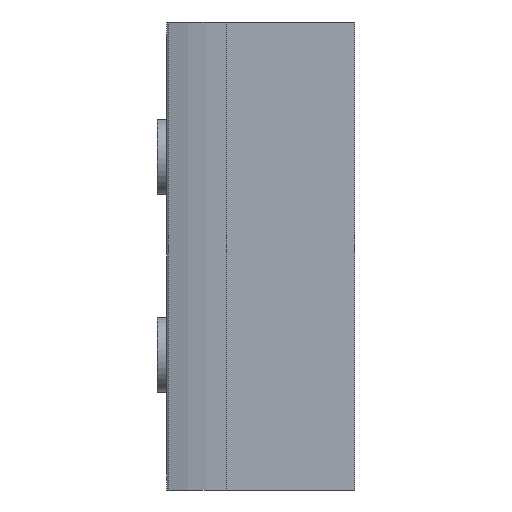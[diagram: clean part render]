
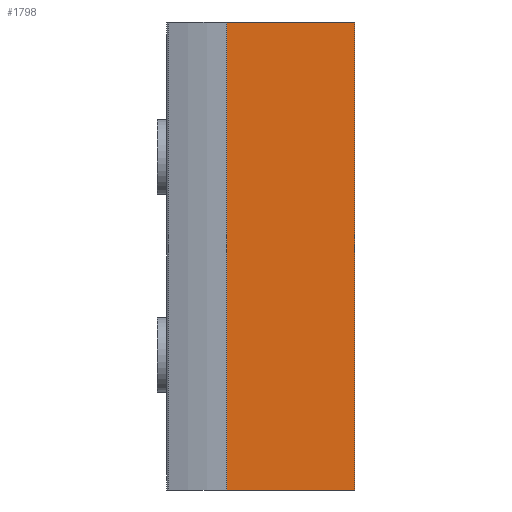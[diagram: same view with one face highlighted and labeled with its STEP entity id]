
A CAD part, left-side view. The second image highlights one B-rep face of the part: STEP entity #1798.
In plain terms, the highlighted planar face has unit normal (-1, 0, 0).
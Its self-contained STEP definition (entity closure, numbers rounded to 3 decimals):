
#294=ORIENTED_EDGE('',*,*,#742,.T.);
#295=ORIENTED_EDGE('',*,*,#705,.F.);
#296=ORIENTED_EDGE('',*,*,#743,.F.);
#297=ORIENTED_EDGE('',*,*,#739,.T.);
#705=EDGE_CURVE('',#929,#926,#1109,.T.);
#739=EDGE_CURVE('',#964,#963,#1114,.T.);
#742=EDGE_CURVE('',#963,#926,#1116,.T.);
#743=EDGE_CURVE('',#964,#929,#1117,.T.);
#926=VERTEX_POINT('',#2898);
#929=VERTEX_POINT('',#2903);
#963=VERTEX_POINT('',#2976);
#964=VERTEX_POINT('',#2978);
#1109=LINE('',#2904,#1181);
#1114=LINE('',#2977,#1186);
#1116=LINE('',#2983,#1188);
#1117=LINE('',#2984,#1189);
#1181=VECTOR('',#2244,1000.);
#1186=VECTOR('',#2317,1000.);
#1188=VECTOR('',#2323,1000.);
#1189=VECTOR('',#2324,1000.);
#1265=EDGE_LOOP('',(#294,#295,#296,#297));
#1507=FACE_BOUND('',#1265,.T.);
#1739=PLANE('',#1981);
#1798=ADVANCED_FACE('',(#1507),#1739,.F.);
#1981=AXIS2_PLACEMENT_3D('',#2982,#2321,#2322);
#2244=DIRECTION('',(0.,0.,-1.));
#2317=DIRECTION('',(0.,0.,-1.));
#2321=DIRECTION('',(1.,0.,0.));
#2322=DIRECTION('',(0.,0.,-1.));
#2323=DIRECTION('',(0.,-1.,0.));
#2324=DIRECTION('',(0.,-1.,0.));
#2898=CARTESIAN_POINT('',(-53.65,0.,-24.85));
#2903=CARTESIAN_POINT('',(-53.65,0.,24.85));
#2904=CARTESIAN_POINT('',(-53.65,0.,24.85));
#2976=CARTESIAN_POINT('',(-53.65,13.6,-24.85));
#2977=CARTESIAN_POINT('',(-53.65,13.6,24.85));
#2978=CARTESIAN_POINT('',(-53.65,13.6,24.85));
#2982=CARTESIAN_POINT('',(-53.65,13.6,24.85));
#2983=CARTESIAN_POINT('',(-53.65,13.6,-24.85));
#2984=CARTESIAN_POINT('',(-53.65,13.6,24.85));
